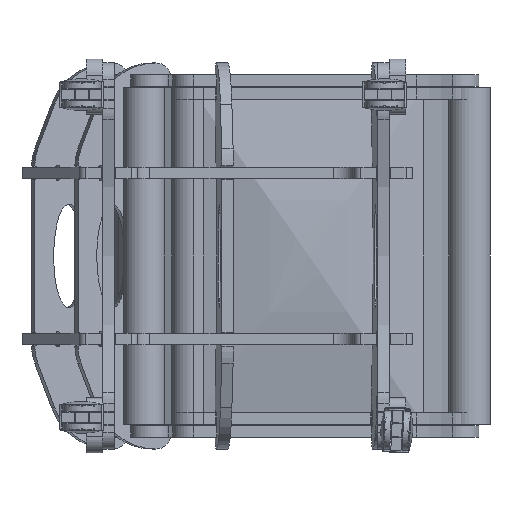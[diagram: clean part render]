
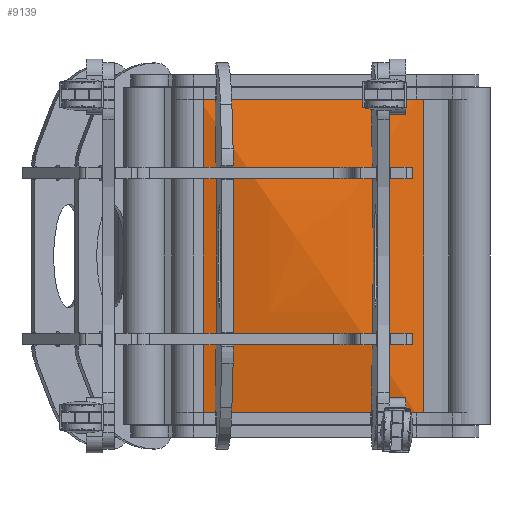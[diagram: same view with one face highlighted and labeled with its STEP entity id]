
A CAD part, front view. The second image highlights one B-rep face of the part: STEP entity #9139.
In plain terms, the highlighted free-form (B-spline) face has degree [3, 3] with [4, 4] control points.
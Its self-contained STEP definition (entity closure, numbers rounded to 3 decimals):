
#291=B_SPLINE_SURFACE_WITH_KNOTS('',3,3,((#14745,#14746,#14747,#14748),
(#14749,#14750,#14751,#14752),(#14753,#14754,#14755,#14756),(#14757,#14758,
#14759,#14760)),.UNSPECIFIED.,.F.,.F.,.F.,(4,4),(4,4),(0.,1.),(0.,1.),
 .UNSPECIFIED.);
#1239=FACE_OUTER_BOUND('',#1751,.T.);
#1751=EDGE_LOOP('',(#7125,#7126,#7127,#7128));
#2523=LINE('',#14743,#3315);
#2524=LINE('',#14762,#3316);
#2525=LINE('',#14764,#3317);
#2526=LINE('',#14765,#3318);
#3315=VECTOR('',#11743,520.56);
#3316=VECTOR('',#11746,360.879);
#3317=VECTOR('',#11747,520.56);
#3318=VECTOR('',#11748,360.879);
#4055=VERTEX_POINT('',#14740);
#4056=VERTEX_POINT('',#14742);
#4057=VERTEX_POINT('',#14761);
#4058=VERTEX_POINT('',#14763);
#5156=EDGE_CURVE('',#4056,#4055,#2523,.T.);
#5158=EDGE_CURVE('',#4057,#4055,#2524,.T.);
#5159=EDGE_CURVE('',#4058,#4057,#2525,.T.);
#5160=EDGE_CURVE('',#4058,#4056,#2526,.T.);
#7125=ORIENTED_EDGE('',*,*,#5158,.F.);
#7126=ORIENTED_EDGE('',*,*,#5159,.F.);
#7127=ORIENTED_EDGE('',*,*,#5160,.T.);
#7128=ORIENTED_EDGE('',*,*,#5156,.T.);
#9139=ADVANCED_FACE('',(#1239),#291,.F.);
#11743=DIRECTION('',(0.,0.,-1.));
#11746=DIRECTION('',(-1.,0.,0.));
#11747=DIRECTION('',(0.,0.,-1.));
#11748=DIRECTION('',(-1.,0.,0.));
#14740=CARTESIAN_POINT('',(0.,0.,0.));
#14742=CARTESIAN_POINT('',(0.,0.,520.56));
#14743=CARTESIAN_POINT('',(0.,0.,520.56));
#14745=CARTESIAN_POINT('Ctrl Pts',(360.879,0.,0.));
#14746=CARTESIAN_POINT('Ctrl Pts',(360.879,0.,173.52));
#14747=CARTESIAN_POINT('Ctrl Pts',(360.879,0.,347.04));
#14748=CARTESIAN_POINT('Ctrl Pts',(360.879,0.,520.56));
#14749=CARTESIAN_POINT('Ctrl Pts',(240.586,0.,0.));
#14750=CARTESIAN_POINT('Ctrl Pts',(240.586,-62.222,173.52));
#14751=CARTESIAN_POINT('Ctrl Pts',(240.586,-62.222,347.04));
#14752=CARTESIAN_POINT('Ctrl Pts',(240.586,0.,520.56));
#14753=CARTESIAN_POINT('Ctrl Pts',(120.293,0.,0.));
#14754=CARTESIAN_POINT('Ctrl Pts',(120.293,-62.222,173.52));
#14755=CARTESIAN_POINT('Ctrl Pts',(120.293,-62.222,347.04));
#14756=CARTESIAN_POINT('Ctrl Pts',(120.293,0.,520.56));
#14757=CARTESIAN_POINT('Ctrl Pts',(0.,0.,0.));
#14758=CARTESIAN_POINT('Ctrl Pts',(0.,0.,173.52));
#14759=CARTESIAN_POINT('Ctrl Pts',(0.,0.,347.04));
#14760=CARTESIAN_POINT('Ctrl Pts',(0.,0.,520.56));
#14761=CARTESIAN_POINT('',(360.879,0.,0.));
#14762=CARTESIAN_POINT('',(360.879,0.,0.));
#14763=CARTESIAN_POINT('',(360.879,0.,520.56));
#14764=CARTESIAN_POINT('',(360.879,0.,520.56));
#14765=CARTESIAN_POINT('',(360.879,0.,520.56));
